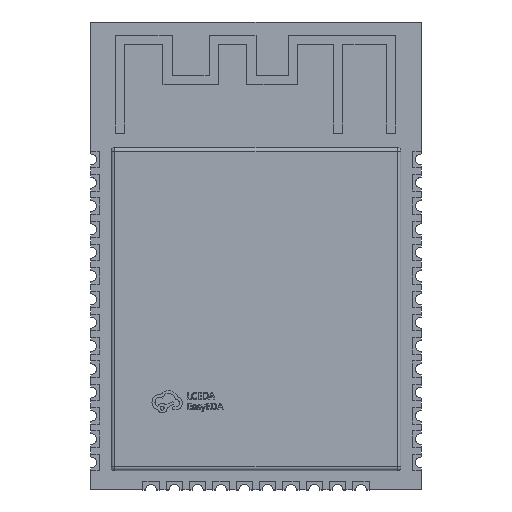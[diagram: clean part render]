
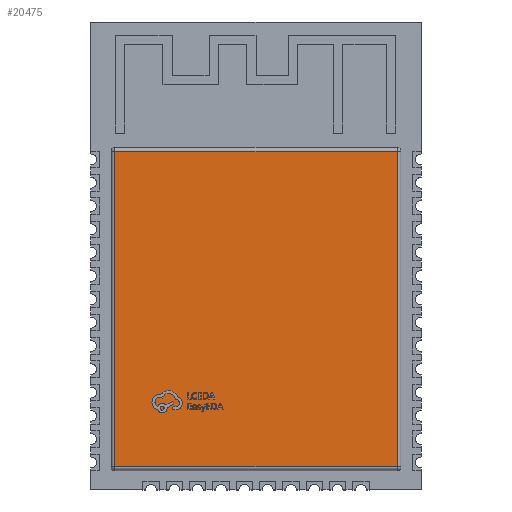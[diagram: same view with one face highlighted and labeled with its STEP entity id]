
A CAD part, top view. The second image highlights one B-rep face of the part: STEP entity #20475.
In plain terms, the highlighted planar face has unit normal (0, 0, 1).
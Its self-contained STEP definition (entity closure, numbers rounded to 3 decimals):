
#67 = EDGE_CURVE ( 'NONE', #17782, #25220, #17217, .T. ) ;
#1247 = CARTESIAN_POINT ( 'NONE',  ( 0., -11.5, 3.1 ) ) ;
#3536 = CARTESIAN_POINT ( 'NONE',  ( 0., 0., 3.1 ) ) ;
#5294 = CARTESIAN_POINT ( 'NONE',  ( 7.7, 0., 3.1 ) ) ;
#7391 = EDGE_CURVE ( 'NONE', #15779, #24501, #16543, .T. ) ;
#8889 = VECTOR ( 'NONE', #20568, 1000. ) ;
#11912 = LINE ( 'NONE', #5294, #8889 ) ;
#12669 = EDGE_LOOP ( 'NONE', ( #34808, #37878, #33717, #29143 ) ) ;
#13244 = DIRECTION ( 'NONE',  ( 0., -1., 0. ) ) ;
#13436 = DIRECTION ( 'NONE',  ( -1., 0., 0. ) ) ;
#15779 = VERTEX_POINT ( 'NONE', #31591 ) ;
#16283 = EDGE_CURVE ( 'NONE', #25220, #15779, #22738, .T. ) ;
#16531 = FACE_OUTER_BOUND ( 'NONE', #12669, .T. ) ;
#16543 = LINE ( 'NONE', #1247, #25280 ) ;
#17217 = LINE ( 'NONE', #30178, #40736 ) ;
#17782 = VERTEX_POINT ( 'NONE', #40353 ) ;
#20045 = PLANE ( 'NONE',  #38569 ) ;
#20475 = ADVANCED_FACE ( 'NONE', ( #16531 ), #20045, .F. ) ;
#20568 = DIRECTION ( 'NONE',  ( 0., 1., 0. ) ) ;
#20705 = VECTOR ( 'NONE', #13244, 1000. ) ;
#21290 = CARTESIAN_POINT ( 'NONE',  ( -7.7, 5.7, 3.1 ) ) ;
#22738 = LINE ( 'NONE', #25007, #20705 ) ;
#24501 = VERTEX_POINT ( 'NONE', #38545 ) ;
#24805 = EDGE_CURVE ( 'NONE', #24501, #17782, #11912, .T. ) ;
#25007 = CARTESIAN_POINT ( 'NONE',  ( -7.7, 0., 3.1 ) ) ;
#25220 = VERTEX_POINT ( 'NONE', #21290 ) ;
#25280 = VECTOR ( 'NONE', #29335, 1000. ) ;
#26672 = DIRECTION ( 'NONE',  ( -1., 0., 0. ) ) ;
#29104 = DIRECTION ( 'NONE',  ( 0., 0., -1. ) ) ;
#29143 = ORIENTED_EDGE ( 'NONE', *, *, #67, .T. ) ;
#29335 = DIRECTION ( 'NONE',  ( 1., 0., 0. ) ) ;
#30178 = CARTESIAN_POINT ( 'NONE',  ( 0., 5.7, 3.1 ) ) ;
#31591 = CARTESIAN_POINT ( 'NONE',  ( -7.7, -11.5, 3.1 ) ) ;
#33717 = ORIENTED_EDGE ( 'NONE', *, *, #24805, .T. ) ;
#34808 = ORIENTED_EDGE ( 'NONE', *, *, #16283, .T. ) ;
#37878 = ORIENTED_EDGE ( 'NONE', *, *, #7391, .T. ) ;
#38545 = CARTESIAN_POINT ( 'NONE',  ( 7.7, -11.5, 3.1 ) ) ;
#38569 = AXIS2_PLACEMENT_3D ( 'NONE', #3536, #29104, #13436 ) ;
#40353 = CARTESIAN_POINT ( 'NONE',  ( 7.7, 5.7, 3.1 ) ) ;
#40736 = VECTOR ( 'NONE', #26672, 1000. ) ;
